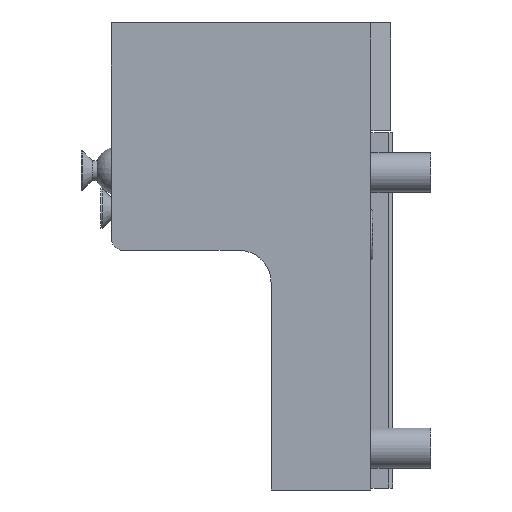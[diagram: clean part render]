
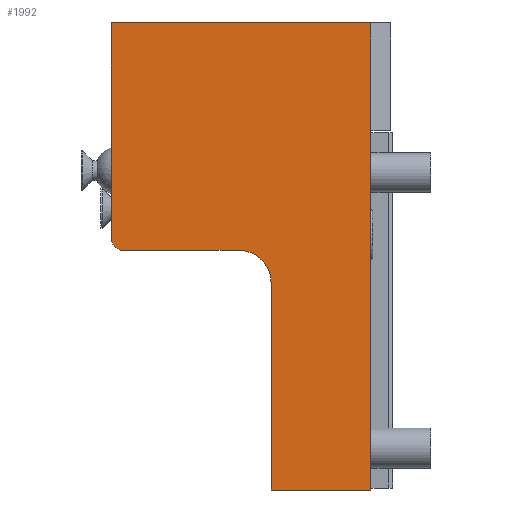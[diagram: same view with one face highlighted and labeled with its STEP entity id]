
A CAD part, front view. The second image highlights one B-rep face of the part: STEP entity #1992.
In plain terms, the highlighted planar face has unit normal (0, -1, 0).
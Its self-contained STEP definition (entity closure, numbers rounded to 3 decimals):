
#5=DIRECTION('',(1.,0.,0.));
#6=VECTOR('',#5,25.);
#7=CARTESIAN_POINT('',(-25.,-45.,-45.));
#8=LINE('',#7,#6);
#120=CARTESIAN_POINT('',(-33.,-45.,7.));
#121=DIRECTION('',(0.,1.,0.));
#122=DIRECTION('',(0.,0.,1.));
#123=AXIS2_PLACEMENT_3D('',#120,#121,#122);
#154=DIRECTION('',(0.,0.,1.));
#155=VECTOR('',#154,52.);
#156=CARTESIAN_POINT('',(-25.,-45.,-45.));
#157=LINE('',#156,#155);
#158=DIRECTION('',(1.,0.,0.));
#159=VECTOR('',#158,29.);
#160=CARTESIAN_POINT('',(-62.,-45.,15.));
#161=LINE('',#160,#159);
#162=CARTESIAN_POINT('',(-62.,-45.,18.));
#163=DIRECTION('',(0.,-1.,0.));
#164=DIRECTION('',(-1.,0.,0.));
#165=AXIS2_PLACEMENT_3D('',#162,#163,#164);
#167=DIRECTION('',(0.,0.,1.));
#168=VECTOR('',#167,54.);
#169=CARTESIAN_POINT('',(-65.,-45.,18.));
#170=LINE('',#169,#168);
#171=DIRECTION('',(0.,0.,-1.));
#172=VECTOR('',#171,27.);
#173=CARTESIAN_POINT('',(0.,-45.,72.));
#174=LINE('',#173,#172);
#175=DIRECTION('',(0.,0.,1.));
#176=VECTOR('',#175,90.);
#177=CARTESIAN_POINT('',(0.,-45.,-45.));
#178=LINE('',#177,#176);
#851=DIRECTION('',(1.,0.,0.));
#852=VECTOR('',#851,65.);
#853=CARTESIAN_POINT('',(-65.,-45.,72.));
#854=LINE('',#853,#852);
#1433=CARTESIAN_POINT('',(-65.,-45.,72.));
#1434=VERTEX_POINT('',#1433);
#1435=CARTESIAN_POINT('',(-25.,-45.,-45.));
#1437=VERTEX_POINT('',#1435);
#1439=CARTESIAN_POINT('',(-65.,-45.,18.));
#1440=CARTESIAN_POINT('',(-62.,-45.,15.));
#1441=VERTEX_POINT('',#1439);
#1442=VERTEX_POINT('',#1440);
#1448=CARTESIAN_POINT('',(-25.,-45.,7.));
#1450=VERTEX_POINT('',#1448);
#1452=CARTESIAN_POINT('',(-33.,-45.,15.));
#1454=VERTEX_POINT('',#1452);
#1455=CARTESIAN_POINT('',(0.,-45.,-45.));
#1457=VERTEX_POINT('',#1455);
#1460=CARTESIAN_POINT('',(0.,-45.,45.));
#1462=VERTEX_POINT('',#1460);
#1463=CARTESIAN_POINT('',(0.,-45.,72.));
#1464=VERTEX_POINT('',#1463);
#1972=CARTESIAN_POINT('',(-65.,-45.,-45.));
#1973=DIRECTION('',(0.,-1.,0.));
#1974=DIRECTION('',(1.,0.,0.));
#1975=AXIS2_PLACEMENT_3D('',#1972,#1973,#1974);
#1976=PLANE('',#1975);
#1977=ORIENTED_EDGE('',*,*,#1848,.T.);
#1978=ORIENTED_EDGE('',*,*,#1916,.F.);
#1979=ORIENTED_EDGE('',*,*,#1953,.F.);
#1980=ORIENTED_EDGE('',*,*,#1963,.F.);
#1982=ORIENTED_EDGE('',*,*,#1981,.T.);
#1984=ORIENTED_EDGE('',*,*,#1983,.T.);
#1986=ORIENTED_EDGE('',*,*,#1985,.T.);
#1988=ORIENTED_EDGE('',*,*,#1987,.F.);
#1989=ORIENTED_EDGE('',*,*,#1832,.F.);
#1990=EDGE_LOOP('',(#1977,#1978,#1979,#1980,#1982,#1984,#1986,#1988,#1989));
#1991=FACE_OUTER_BOUND('',#1990,.F.);
#1992=ADVANCED_FACE('',(#1991),#1976,.T.);
#124=CIRCLE('',#123,8.);
#166=CIRCLE('',#165,3.);
#1832=EDGE_CURVE('',#1437,#1457,#8,.T.);
#1848=EDGE_CURVE('',#1437,#1450,#157,.T.);
#1916=EDGE_CURVE('',#1454,#1450,#124,.T.);
#1953=EDGE_CURVE('',#1442,#1454,#161,.T.);
#1963=EDGE_CURVE('',#1441,#1442,#166,.T.);
#1981=EDGE_CURVE('',#1441,#1434,#170,.T.);
#1983=EDGE_CURVE('',#1434,#1464,#854,.T.);
#1985=EDGE_CURVE('',#1464,#1462,#174,.T.);
#1987=EDGE_CURVE('',#1457,#1462,#178,.T.);
